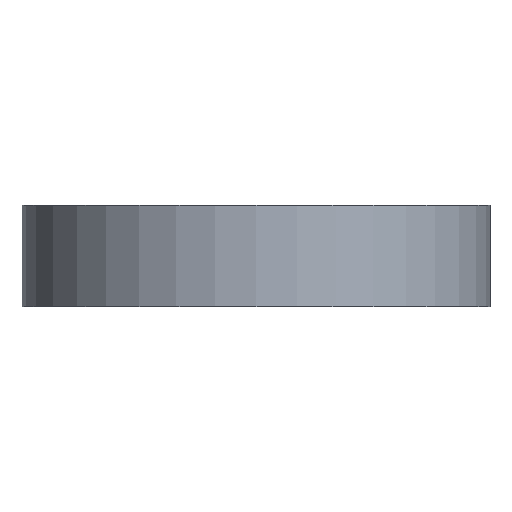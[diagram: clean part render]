
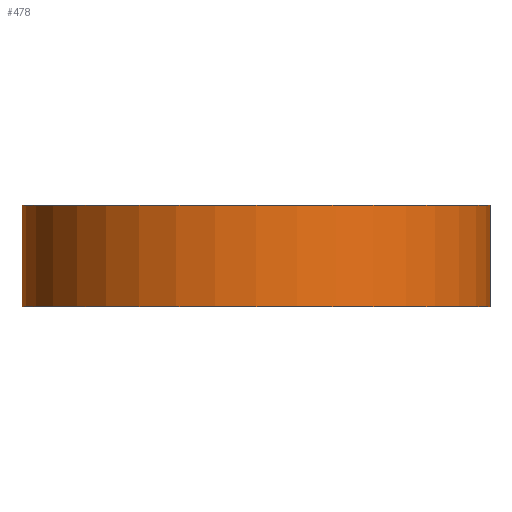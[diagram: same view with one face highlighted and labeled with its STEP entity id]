
A CAD part, front view. The second image highlights one B-rep face of the part: STEP entity #478.
In plain terms, the highlighted cylindrical face has radius 11.5 mm (diameter 23 mm), a partial arc.
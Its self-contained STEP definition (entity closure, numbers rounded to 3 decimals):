
#3 = DIRECTION ( 'NONE',  ( 0., 0., 1. ) ) ;
#14 = EDGE_CURVE ( 'NONE', #134, #140, #892, .T. ) ;
#35 = EDGE_CURVE ( 'NONE', #253, #1043, #329, .T. ) ;
#52 = AXIS2_PLACEMENT_3D ( 'NONE', #132, #607, #707 ) ;
#73 = DIRECTION ( 'NONE',  ( 0., 0., -1. ) ) ;
#94 = EDGE_CURVE ( 'NONE', #140, #1043, #844, .T. ) ;
#109 = ORIENTED_EDGE ( 'NONE', *, *, #14, .T. ) ;
#121 = VECTOR ( 'NONE', #145, 1000. ) ;
#132 = CARTESIAN_POINT ( 'NONE',  ( 0., 0., 5. ) ) ;
#134 = VERTEX_POINT ( 'NONE', #476 ) ;
#140 = VERTEX_POINT ( 'NONE', #639 ) ;
#145 = DIRECTION ( 'NONE',  ( 0., 0., -1. ) ) ;
#173 = VECTOR ( 'NONE', #235, 1000. ) ;
#235 = DIRECTION ( 'NONE',  ( 0., 0., -1. ) ) ;
#253 = VERTEX_POINT ( 'NONE', #457 ) ;
#274 = EDGE_CURVE ( 'NONE', #134, #253, #796, .T. ) ;
#314 = CYLINDRICAL_SURFACE ( 'NONE', #830, 11.5 ) ;
#329 = LINE ( 'NONE', #884, #121 ) ;
#381 = AXIS2_PLACEMENT_3D ( 'NONE', #556, #3, #903 ) ;
#401 = CARTESIAN_POINT ( 'NONE',  ( 0., 0., 5. ) ) ;
#409 = ORIENTED_EDGE ( 'NONE', *, *, #35, .F. ) ;
#457 = CARTESIAN_POINT ( 'NONE',  ( 11.5, 0., 5. ) ) ;
#476 = CARTESIAN_POINT ( 'NONE',  ( -11.5, 0., 5. ) ) ;
#478 = ADVANCED_FACE ( 'NONE', ( #994 ), #314, .T. ) ;
#556 = CARTESIAN_POINT ( 'NONE',  ( 0., 0., 0. ) ) ;
#607 = DIRECTION ( 'NONE',  ( 0., 0., 1. ) ) ;
#639 = CARTESIAN_POINT ( 'NONE',  ( -11.5, 0., 0. ) ) ;
#644 = CARTESIAN_POINT ( 'NONE',  ( -11.5, 0., 5. ) ) ;
#668 = ORIENTED_EDGE ( 'NONE', *, *, #274, .F. ) ;
#707 = DIRECTION ( 'NONE',  ( 1., 0., 0. ) ) ;
#796 = CIRCLE ( 'NONE', #52, 11.5 ) ;
#830 = AXIS2_PLACEMENT_3D ( 'NONE', #401, #73, #1061 ) ;
#844 = CIRCLE ( 'NONE', #381, 11.5 ) ;
#884 = CARTESIAN_POINT ( 'NONE',  ( 11.5, 0., 5. ) ) ;
#892 = LINE ( 'NONE', #644, #173 ) ;
#903 = DIRECTION ( 'NONE',  ( 1., 0., 0. ) ) ;
#975 = CARTESIAN_POINT ( 'NONE',  ( 11.5, 0., 0. ) ) ;
#988 = EDGE_LOOP ( 'NONE', ( #409, #668, #109, #993 ) ) ;
#993 = ORIENTED_EDGE ( 'NONE', *, *, #94, .T. ) ;
#994 = FACE_OUTER_BOUND ( 'NONE', #988, .T. ) ;
#1043 = VERTEX_POINT ( 'NONE', #975 ) ;
#1061 = DIRECTION ( 'NONE',  ( -1., 0., 0. ) ) ;
